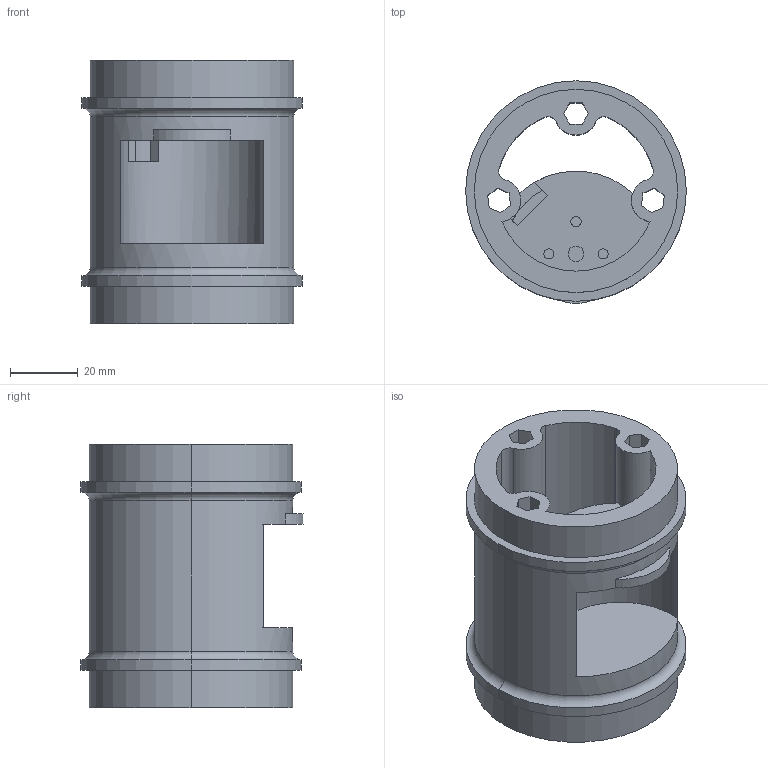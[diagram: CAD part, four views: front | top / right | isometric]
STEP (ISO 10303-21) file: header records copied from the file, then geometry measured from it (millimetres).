
FILE_DESCRIPTION (( 'STEP AP203' ), '1' );
FILE_NAME ('InnerBodyPart.STEP', '2023-09-13T01:44:15', ( '' ), ( '' ), 'SwSTEP 2.0', 'SolidWorks 2023', '' );
FILE_SCHEMA (( 'CONFIG_CONTROL_DESIGN' ));
Length unit declared in the file: inch
Products named in the file (1): InnerBodyPart
Bounding box: 65.08 x 65.64 x 77.72 mm (x, y, z)
Volume: 95386.5 mm3; surface area: 39872.8 mm2
Topology: 1 solids, 1 shells, 80 faces, 225 edges, 147 vertices
Faces by surface type: cylinder 42, plane 34, torus 4
Entity records: 2737 total; most frequent: DIRECTION 488, CARTESIAN_POINT 453, ORIENTED_EDGE 450, EDGE_CURVE 225, AXIS2_PLACEMENT_3D 182, VERTEX_POINT 147, VECTOR 124, LINE 124
